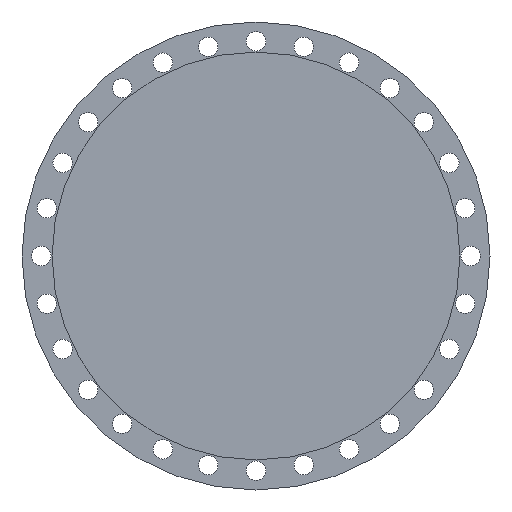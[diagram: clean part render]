
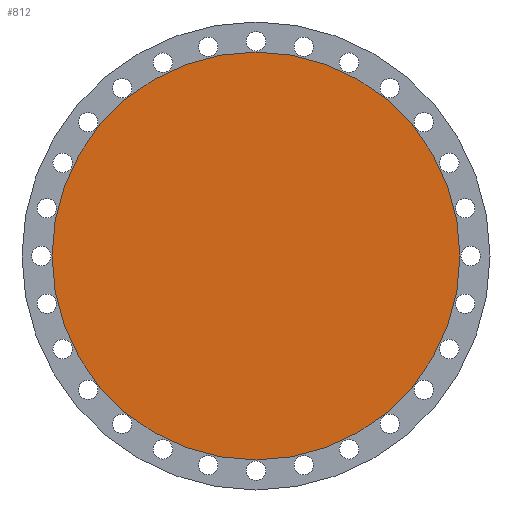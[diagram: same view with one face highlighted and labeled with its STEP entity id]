
A CAD part, left-side view. The second image highlights one B-rep face of the part: STEP entity #812.
In plain terms, the highlighted planar face has unit normal (-1, 0, 0).
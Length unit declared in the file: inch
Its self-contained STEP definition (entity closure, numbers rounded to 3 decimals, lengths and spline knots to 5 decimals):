
#24 = ORIENTED_EDGE ( 'NONE', *, *, #2326, .T. ) ;
#216 = CARTESIAN_POINT ( 'NONE',  ( 0., 0., 0. ) ) ;
#357 = CARTESIAN_POINT ( 'NONE',  ( 0., 0., -19.71875 ) ) ;
#642 = CIRCLE ( 'NONE', #1581, 19.71875 ) ;
#784 = PLANE ( 'NONE',  #1691 ) ;
#812 = ADVANCED_FACE ( 'NONE', ( #1871 ), #784, .T. ) ;
#885 = EDGE_CURVE ( 'NONE', #2248, #2029, #642, .T. ) ;
#945 = DIRECTION ( 'NONE',  ( -1., 0., 0. ) ) ;
#1098 = DIRECTION ( 'NONE',  ( 0., 0., 1. ) ) ;
#1176 = AXIS2_PLACEMENT_3D ( 'NONE', #1370, #2304, #1361 ) ;
#1216 = CIRCLE ( 'NONE', #1176, 19.71875 ) ;
#1314 = DIRECTION ( 'NONE',  ( 0., 0., 1. ) ) ;
#1361 = DIRECTION ( 'NONE',  ( 0., 0., 1. ) ) ;
#1366 = ORIENTED_EDGE ( 'NONE', *, *, #885, .T. ) ;
#1370 = CARTESIAN_POINT ( 'NONE',  ( 0., 0., 0. ) ) ;
#1491 = CARTESIAN_POINT ( 'NONE',  ( 0., 0., 0. ) ) ;
#1581 = AXIS2_PLACEMENT_3D ( 'NONE', #216, #945, #1098 ) ;
#1691 = AXIS2_PLACEMENT_3D ( 'NONE', #1491, #2015, #1314 ) ;
#1871 = FACE_OUTER_BOUND ( 'NONE', #2219, .T. ) ;
#2015 = DIRECTION ( 'NONE',  ( -1., 0., 0. ) ) ;
#2029 = VERTEX_POINT ( 'NONE', #357 ) ;
#2219 = EDGE_LOOP ( 'NONE', ( #1366, #24 ) ) ;
#2248 = VERTEX_POINT ( 'NONE', #2253 ) ;
#2253 = CARTESIAN_POINT ( 'NONE',  ( 0., 0., 19.71875 ) ) ;
#2304 = DIRECTION ( 'NONE',  ( -1., 0., 0. ) ) ;
#2326 = EDGE_CURVE ( 'NONE', #2029, #2248, #1216, .T. ) ;
